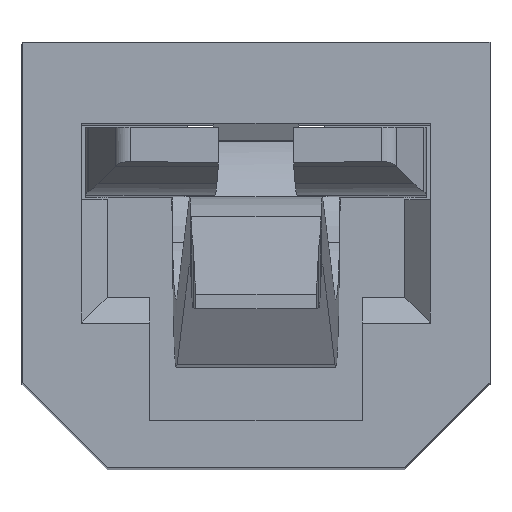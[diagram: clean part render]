
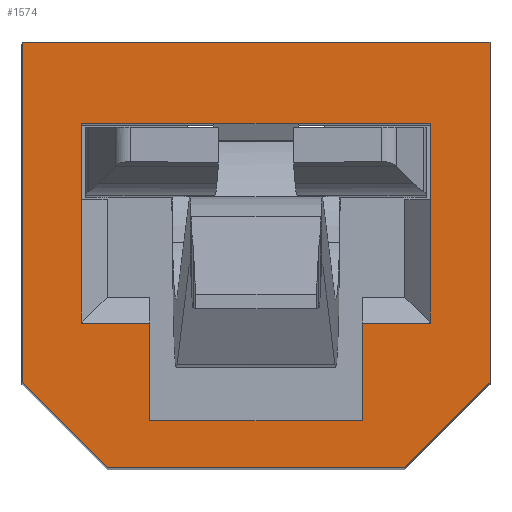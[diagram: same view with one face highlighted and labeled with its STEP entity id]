
A CAD part, top view. The second image highlights one B-rep face of the part: STEP entity #1574.
In plain terms, the highlighted planar face has unit normal (0, 0, 1).
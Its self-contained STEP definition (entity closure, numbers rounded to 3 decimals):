
#24 = CARTESIAN_POINT ( 'NONE',  ( -1.25, -0.5, 14. ) ) ;
#102 = DIRECTION ( 'NONE',  ( 0., -1., 0. ) ) ;
#157 = VECTOR ( 'NONE', #3428, 1000. ) ;
#158 = EDGE_LOOP ( 'NONE', ( #2810, #2733, #1970, #3156, #410, #505, #4324, #3856, #3542, #4476 ) ) ;
#196 = DIRECTION ( 'NONE',  ( 0., 0., -1. ) ) ;
#282 = VERTEX_POINT ( 'NONE', #2316 ) ;
#288 = DIRECTION ( 'NONE',  ( 0., -1., 0. ) ) ;
#372 = DIRECTION ( 'NONE',  ( 0., -1., 0. ) ) ;
#410 = ORIENTED_EDGE ( 'NONE', *, *, #2590, .F. ) ;
#415 = VECTOR ( 'NONE', #2486, 1000. ) ;
#428 = VERTEX_POINT ( 'NONE', #1638 ) ;
#503 = CARTESIAN_POINT ( 'NONE',  ( 1.25, -0.8, 14. ) ) ;
#505 = ORIENTED_EDGE ( 'NONE', *, *, #3791, .T. ) ;
#506 = CARTESIAN_POINT ( 'NONE',  ( 2.05, 0.65, 14. ) ) ;
#513 = LINE ( 'NONE', #3237, #733 ) ;
#539 = EDGE_CURVE ( 'NONE', #4054, #4676, #1763, .T. ) ;
#541 = LINE ( 'NONE', #894, #1842 ) ;
#546 = VECTOR ( 'NONE', #288, 1000. ) ;
#721 = VERTEX_POINT ( 'NONE', #2608 ) ;
#733 = VECTOR ( 'NONE', #3922, 1000. ) ;
#746 = CARTESIAN_POINT ( 'NONE',  ( -2.05, 1.55, 14. ) ) ;
#894 = CARTESIAN_POINT ( 'NONE',  ( -2.05, 2.5, 14. ) ) ;
#996 = ORIENTED_EDGE ( 'NONE', *, *, #3686, .T. ) ;
#1122 = EDGE_CURVE ( 'NONE', #2632, #721, #4835, .T. ) ;
#1130 = VECTOR ( 'NONE', #102, 1000. ) ;
#1181 = VECTOR ( 'NONE', #1660, 1000. ) ;
#1186 = ORIENTED_EDGE ( 'NONE', *, *, #1122, .T. ) ;
#1204 = EDGE_CURVE ( 'NONE', #2740, #2632, #4586, .T. ) ;
#1242 = DIRECTION ( 'NONE',  ( 1., 0., 0. ) ) ;
#1305 = CARTESIAN_POINT ( 'NONE',  ( -2.05, 1.55, 14. ) ) ;
#1316 = VERTEX_POINT ( 'NONE', #2261 ) ;
#1361 = VECTOR ( 'NONE', #372, 1000. ) ;
#1472 = EDGE_CURVE ( 'NONE', #282, #2740, #2730, .T. ) ;
#1542 = CARTESIAN_POINT ( 'NONE',  ( -1.25, -1.95, 14. ) ) ;
#1573 = VERTEX_POINT ( 'NONE', #1305 ) ;
#1574 = ADVANCED_FACE ( 'NONE', ( #1757, #4004 ), #3271, .F. ) ;
#1638 = CARTESIAN_POINT ( 'NONE',  ( 2.05, 1.55, 14. ) ) ;
#1660 = DIRECTION ( 'NONE',  ( -1., 0., 0. ) ) ;
#1757 = FACE_BOUND ( 'NONE', #158, .T. ) ;
#1763 = LINE ( 'NONE', #3662, #415 ) ;
#1842 = VECTOR ( 'NONE', #3909, 1000. ) ;
#1902 = EDGE_CURVE ( 'NONE', #2017, #282, #513, .T. ) ;
#1913 = CARTESIAN_POINT ( 'NONE',  ( -2.75, 2.5, 14. ) ) ;
#1948 = DIRECTION ( 'NONE',  ( -1., 0., 0. ) ) ;
#1970 = ORIENTED_EDGE ( 'NONE', *, *, #539, .F. ) ;
#1984 = CARTESIAN_POINT ( 'NONE',  ( -2.75, -2.5, 14. ) ) ;
#2015 = LINE ( 'NONE', #2036, #1181 ) ;
#2017 = VERTEX_POINT ( 'NONE', #3576 ) ;
#2036 = CARTESIAN_POINT ( 'NONE',  ( -2.75, -0.8, 14. ) ) ;
#2147 = EDGE_CURVE ( 'NONE', #3050, #2017, #3324, .T. ) ;
#2151 = CARTESIAN_POINT ( 'NONE',  ( 1.25, -1.95, 14. ) ) ;
#2206 = CARTESIAN_POINT ( 'NONE',  ( -1.25, -0.8, 14. ) ) ;
#2216 = EDGE_LOOP ( 'NONE', ( #3744, #4016, #4454, #3348, #1186, #996 ) ) ;
#2261 = CARTESIAN_POINT ( 'NONE',  ( -2.05, 0.65, 14. ) ) ;
#2316 = CARTESIAN_POINT ( 'NONE',  ( -1.75, -2.5, 14. ) ) ;
#2327 = EDGE_CURVE ( 'NONE', #4469, #1316, #541, .T. ) ;
#2406 = DIRECTION ( 'NONE',  ( 1., 0., 0. ) ) ;
#2454 = VERTEX_POINT ( 'NONE', #2206 ) ;
#2486 = DIRECTION ( 'NONE',  ( 0., 1., 0. ) ) ;
#2488 = DIRECTION ( 'NONE',  ( 0., -1., 0. ) ) ;
#2492 = DIRECTION ( 'NONE',  ( 0., 1., 0. ) ) ;
#2568 = EDGE_CURVE ( 'NONE', #1573, #1316, #2703, .T. ) ;
#2590 = EDGE_CURVE ( 'NONE', #2454, #3691, #4148, .T. ) ;
#2608 = CARTESIAN_POINT ( 'NONE',  ( 2.75, 2.5, 14. ) ) ;
#2632 = VERTEX_POINT ( 'NONE', #2727 ) ;
#2703 = LINE ( 'NONE', #746, #1361 ) ;
#2727 = CARTESIAN_POINT ( 'NONE',  ( 2.75, -1.5, 14. ) ) ;
#2730 = LINE ( 'NONE', #1984, #3104 ) ;
#2733 = ORIENTED_EDGE ( 'NONE', *, *, #3830, .T. ) ;
#2740 = VERTEX_POINT ( 'NONE', #4025 ) ;
#2810 = ORIENTED_EDGE ( 'NONE', *, *, #3144, .T. ) ;
#2833 = CARTESIAN_POINT ( 'NONE',  ( 2.05, 1.55, 14. ) ) ;
#2835 = EDGE_CURVE ( 'NONE', #428, #1573, #4122, .T. ) ;
#2861 = LINE ( 'NONE', #2833, #4724 ) ;
#2906 = CARTESIAN_POINT ( 'NONE',  ( -2.75, -2.5, 14. ) ) ;
#2915 = CARTESIAN_POINT ( 'NONE',  ( -2.75, 2.5, 14. ) ) ;
#2944 = AXIS2_PLACEMENT_3D ( 'NONE', #3217, #196, #3293 ) ;
#3050 = VERTEX_POINT ( 'NONE', #2915 ) ;
#3104 = VECTOR ( 'NONE', #2406, 1000. ) ;
#3133 = LINE ( 'NONE', #3546, #4172 ) ;
#3144 = EDGE_CURVE ( 'NONE', #3401, #3948, #4802, .T. ) ;
#3156 = ORIENTED_EDGE ( 'NONE', *, *, #4663, .F. ) ;
#3175 = LINE ( 'NONE', #3911, #3704 ) ;
#3217 = CARTESIAN_POINT ( 'NONE',  ( -2.75, 2.5, 14. ) ) ;
#3237 = CARTESIAN_POINT ( 'NONE',  ( -1.75, -2.5, 14. ) ) ;
#3257 = VECTOR ( 'NONE', #3459, 1000. ) ;
#3271 = PLANE ( 'NONE',  #2944 ) ;
#3293 = DIRECTION ( 'NONE',  ( -1., 0., 0. ) ) ;
#3324 = LINE ( 'NONE', #2906, #4593 ) ;
#3348 = ORIENTED_EDGE ( 'NONE', *, *, #1204, .T. ) ;
#3401 = VERTEX_POINT ( 'NONE', #506 ) ;
#3428 = DIRECTION ( 'NONE',  ( -1., 0., 0. ) ) ;
#3449 = EDGE_CURVE ( 'NONE', #3401, #428, #2861, .T. ) ;
#3459 = DIRECTION ( 'NONE',  ( 0.707, 0.707, 0. ) ) ;
#3521 = DIRECTION ( 'NONE',  ( -1., 0., 0. ) ) ;
#3542 = ORIENTED_EDGE ( 'NONE', *, *, #2835, .F. ) ;
#3546 = CARTESIAN_POINT ( 'NONE',  ( -1.25, -1.95, 14. ) ) ;
#3576 = CARTESIAN_POINT ( 'NONE',  ( -2.75, -1.5, 14. ) ) ;
#3662 = CARTESIAN_POINT ( 'NONE',  ( 1.25, -1.95, 14. ) ) ;
#3672 = CARTESIAN_POINT ( 'NONE',  ( 2.05, 2.5, 14. ) ) ;
#3686 = EDGE_CURVE ( 'NONE', #721, #3050, #4551, .T. ) ;
#3691 = VERTEX_POINT ( 'NONE', #1542 ) ;
#3701 = CARTESIAN_POINT ( 'NONE',  ( 2.75, -2.5, 14. ) ) ;
#3704 = VECTOR ( 'NONE', #3521, 1000. ) ;
#3744 = ORIENTED_EDGE ( 'NONE', *, *, #2147, .T. ) ;
#3791 = EDGE_CURVE ( 'NONE', #2454, #4469, #2015, .T. ) ;
#3830 = EDGE_CURVE ( 'NONE', #3948, #4676, #3175, .T. ) ;
#3856 = ORIENTED_EDGE ( 'NONE', *, *, #2568, .F. ) ;
#3909 = DIRECTION ( 'NONE',  ( 0., 1., 0. ) ) ;
#3911 = CARTESIAN_POINT ( 'NONE',  ( -2.75, -0.8, 14. ) ) ;
#3922 = DIRECTION ( 'NONE',  ( 0.707, -0.707, 0. ) ) ;
#3948 = VERTEX_POINT ( 'NONE', #4154 ) ;
#4004 = FACE_OUTER_BOUND ( 'NONE', #2216, .T. ) ;
#4016 = ORIENTED_EDGE ( 'NONE', *, *, #1902, .T. ) ;
#4025 = CARTESIAN_POINT ( 'NONE',  ( 1.75, -2.5, 14. ) ) ;
#4048 = VECTOR ( 'NONE', #1948, 1000. ) ;
#4054 = VERTEX_POINT ( 'NONE', #2151 ) ;
#4072 = DIRECTION ( 'NONE',  ( 0., 1., 0. ) ) ;
#4122 = LINE ( 'NONE', #4167, #4048 ) ;
#4148 = LINE ( 'NONE', #24, #1130 ) ;
#4154 = CARTESIAN_POINT ( 'NONE',  ( 2.05, -0.8, 14. ) ) ;
#4167 = CARTESIAN_POINT ( 'NONE',  ( -0.8, 1.55, 14. ) ) ;
#4172 = VECTOR ( 'NONE', #1242, 1000. ) ;
#4324 = ORIENTED_EDGE ( 'NONE', *, *, #2327, .T. ) ;
#4454 = ORIENTED_EDGE ( 'NONE', *, *, #1472, .T. ) ;
#4469 = VERTEX_POINT ( 'NONE', #4826 ) ;
#4476 = ORIENTED_EDGE ( 'NONE', *, *, #3449, .F. ) ;
#4551 = LINE ( 'NONE', #1913, #157 ) ;
#4586 = LINE ( 'NONE', #4658, #3257 ) ;
#4587 = VECTOR ( 'NONE', #4072, 1000. ) ;
#4593 = VECTOR ( 'NONE', #2488, 1000. ) ;
#4658 = CARTESIAN_POINT ( 'NONE',  ( 2.75, -1.5, 14. ) ) ;
#4663 = EDGE_CURVE ( 'NONE', #3691, #4054, #3133, .T. ) ;
#4676 = VERTEX_POINT ( 'NONE', #503 ) ;
#4724 = VECTOR ( 'NONE', #2492, 1000. ) ;
#4802 = LINE ( 'NONE', #3672, #546 ) ;
#4826 = CARTESIAN_POINT ( 'NONE',  ( -2.05, -0.8, 14. ) ) ;
#4835 = LINE ( 'NONE', #3701, #4587 ) ;
